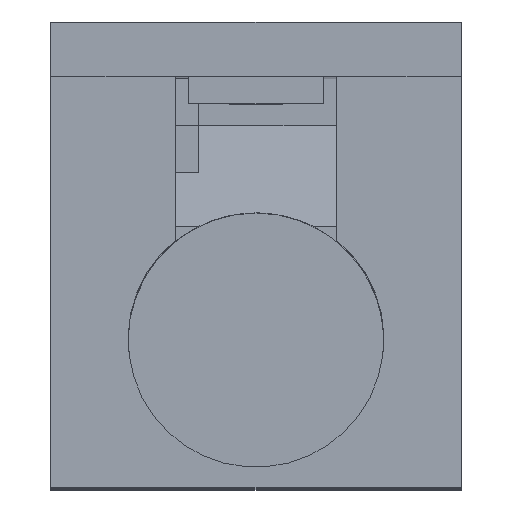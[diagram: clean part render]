
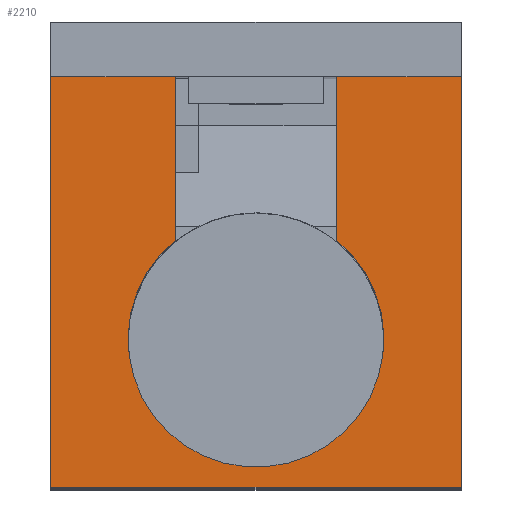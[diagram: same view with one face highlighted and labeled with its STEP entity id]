
A CAD part, top view. The second image highlights one B-rep face of the part: STEP entity #2210.
In plain terms, the highlighted planar face has unit normal (0, 0, 1).
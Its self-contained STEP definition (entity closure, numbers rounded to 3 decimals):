
#22 = VERTEX_POINT('',#23);
#23 = CARTESIAN_POINT('',(-15.24,0.,125.));
#44 = PLANE('',#45);
#45 = AXIS2_PLACEMENT_3D('',#46,#47,#48);
#46 = CARTESIAN_POINT('',(-15.24,0.,125.));
#47 = DIRECTION('',(-1.,0.,0.));
#48 = DIRECTION('',(0.,-1.,0.));
#72 = PLANE('',#73);
#73 = AXIS2_PLACEMENT_3D('',#74,#75,#76);
#74 = CARTESIAN_POINT('',(15.24,0.,125.));
#75 = DIRECTION('',(0.,0.,1.));
#76 = DIRECTION('',(-1.,0.,0.));
#306 = VERTEX_POINT('',#307);
#307 = CARTESIAN_POINT('',(-15.24,-30.48,125.));
#321 = PLANE('',#322);
#322 = AXIS2_PLACEMENT_3D('',#323,#324,#325);
#323 = CARTESIAN_POINT('',(-15.24,-30.48,125.));
#324 = DIRECTION('',(0.,-1.,0.));
#325 = DIRECTION('',(1.,0.,0.));
#333 = EDGE_CURVE('',#22,#306,#334,.T.);
#334 = SURFACE_CURVE('',#335,(#339,#346),.PCURVE_S1.);
#335 = LINE('',#336,#337);
#336 = CARTESIAN_POINT('',(-15.24,0.,125.));
#337 = VECTOR('',#338,1.);
#338 = DIRECTION('',(-0.,-1.,0.));
#339 = PCURVE('',#44,#340);
#340 = DEFINITIONAL_REPRESENTATION('',(#341),#345);
#341 = LINE('',#342,#343);
#342 = CARTESIAN_POINT('',(0.,0.));
#343 = VECTOR('',#344,1.);
#344 = DIRECTION('',(1.,0.));
#345 = ( GEOMETRIC_REPRESENTATION_CONTEXT(2) 
PARAMETRIC_REPRESENTATION_CONTEXT() REPRESENTATION_CONTEXT('2D SPACE',''
  ) );
#346 = PCURVE('',#347,#352);
#347 = PLANE('',#348);
#348 = AXIS2_PLACEMENT_3D('',#349,#350,#351);
#349 = CARTESIAN_POINT('',(0.,-16.466,125.));
#350 = DIRECTION('',(0.,0.,1.));
#351 = DIRECTION('',(1.,0.,0.));
#352 = DEFINITIONAL_REPRESENTATION('',(#353),#357);
#353 = LINE('',#354,#355);
#354 = CARTESIAN_POINT('',(-15.24,16.466));
#355 = VECTOR('',#356,1.);
#356 = DIRECTION('',(0.,-1.));
#357 = ( GEOMETRIC_REPRESENTATION_CONTEXT(2) 
PARAMETRIC_REPRESENTATION_CONTEXT() REPRESENTATION_CONTEXT('2D SPACE',''
  ) );
#545 = VERTEX_POINT('',#546);
#546 = CARTESIAN_POINT('',(-6.,0.,125.));
#560 = PLANE('',#561);
#561 = AXIS2_PLACEMENT_3D('',#562,#563,#564);
#562 = CARTESIAN_POINT('',(-6.,-12.135,125.));
#563 = DIRECTION('',(1.,0.,0.));
#564 = DIRECTION('',(0.,1.,0.));
#573 = VERTEX_POINT('',#574);
#574 = CARTESIAN_POINT('',(6.,0.,125.));
#611 = PLANE('',#612);
#612 = AXIS2_PLACEMENT_3D('',#613,#614,#615);
#613 = CARTESIAN_POINT('',(6.,0.,125.));
#614 = DIRECTION('',(-1.,0.,0.));
#615 = DIRECTION('',(0.,-1.,0.));
#1708 = VERTEX_POINT('',#1709);
#1709 = CARTESIAN_POINT('',(15.24,0.,125.));
#1754 = EDGE_CURVE('',#545,#22,#1755,.T.);
#1755 = SURFACE_CURVE('',#1756,(#1760,#1767),.PCURVE_S1.);
#1756 = LINE('',#1757,#1758);
#1757 = CARTESIAN_POINT('',(15.24,0.,125.));
#1758 = VECTOR('',#1759,1.);
#1759 = DIRECTION('',(-1.,0.,0.));
#1760 = PCURVE('',#72,#1761);
#1761 = DEFINITIONAL_REPRESENTATION('',(#1762),#1766);
#1762 = LINE('',#1763,#1764);
#1763 = CARTESIAN_POINT('',(0.,0.));
#1764 = VECTOR('',#1765,1.);
#1765 = DIRECTION('',(1.,0.));
#1766 = ( GEOMETRIC_REPRESENTATION_CONTEXT(2) 
PARAMETRIC_REPRESENTATION_CONTEXT() REPRESENTATION_CONTEXT('2D SPACE',''
  ) );
#1767 = PCURVE('',#347,#1768);
#1768 = DEFINITIONAL_REPRESENTATION('',(#1769),#1773);
#1769 = LINE('',#1770,#1771);
#1770 = CARTESIAN_POINT('',(15.24,16.466));
#1771 = VECTOR('',#1772,1.);
#1772 = DIRECTION('',(-1.,0.));
#1773 = ( GEOMETRIC_REPRESENTATION_CONTEXT(2) 
PARAMETRIC_REPRESENTATION_CONTEXT() REPRESENTATION_CONTEXT('2D SPACE',''
  ) );
#1776 = EDGE_CURVE('',#1708,#573,#1777,.T.);
#1777 = SURFACE_CURVE('',#1778,(#1782,#1789),.PCURVE_S1.);
#1778 = LINE('',#1779,#1780);
#1779 = CARTESIAN_POINT('',(15.24,0.,125.));
#1780 = VECTOR('',#1781,1.);
#1781 = DIRECTION('',(-1.,0.,0.));
#1782 = PCURVE('',#72,#1783);
#1783 = DEFINITIONAL_REPRESENTATION('',(#1784),#1788);
#1784 = LINE('',#1785,#1786);
#1785 = CARTESIAN_POINT('',(0.,0.));
#1786 = VECTOR('',#1787,1.);
#1787 = DIRECTION('',(1.,0.));
#1788 = ( GEOMETRIC_REPRESENTATION_CONTEXT(2) 
PARAMETRIC_REPRESENTATION_CONTEXT() REPRESENTATION_CONTEXT('2D SPACE',''
  ) );
#1789 = PCURVE('',#347,#1790);
#1790 = DEFINITIONAL_REPRESENTATION('',(#1791),#1795);
#1791 = LINE('',#1792,#1793);
#1792 = CARTESIAN_POINT('',(15.24,16.466));
#1793 = VECTOR('',#1794,1.);
#1794 = DIRECTION('',(-1.,0.));
#1795 = ( GEOMETRIC_REPRESENTATION_CONTEXT(2) 
PARAMETRIC_REPRESENTATION_CONTEXT() REPRESENTATION_CONTEXT('2D SPACE',''
  ) );
#2163 = VERTEX_POINT('',#2164);
#2164 = CARTESIAN_POINT('',(15.24,-30.48,125.));
#2178 = PLANE('',#2179);
#2179 = AXIS2_PLACEMENT_3D('',#2180,#2181,#2182);
#2180 = CARTESIAN_POINT('',(15.24,-30.48,125.));
#2181 = DIRECTION('',(1.,0.,0.));
#2182 = DIRECTION('',(0.,1.,0.));
#2190 = EDGE_CURVE('',#306,#2163,#2191,.T.);
#2191 = SURFACE_CURVE('',#2192,(#2196,#2203),.PCURVE_S1.);
#2192 = LINE('',#2193,#2194);
#2193 = CARTESIAN_POINT('',(-15.24,-30.48,125.));
#2194 = VECTOR('',#2195,1.);
#2195 = DIRECTION('',(1.,0.,0.));
#2196 = PCURVE('',#321,#2197);
#2197 = DEFINITIONAL_REPRESENTATION('',(#2198),#2202);
#2198 = LINE('',#2199,#2200);
#2199 = CARTESIAN_POINT('',(0.,0.));
#2200 = VECTOR('',#2201,1.);
#2201 = DIRECTION('',(1.,0.));
#2202 = ( GEOMETRIC_REPRESENTATION_CONTEXT(2) 
PARAMETRIC_REPRESENTATION_CONTEXT() REPRESENTATION_CONTEXT('2D SPACE',''
  ) );
#2203 = PCURVE('',#347,#2204);
#2204 = DEFINITIONAL_REPRESENTATION('',(#2205),#2209);
#2205 = LINE('',#2206,#2207);
#2206 = CARTESIAN_POINT('',(-15.24,-14.014));
#2207 = VECTOR('',#2208,1.);
#2208 = DIRECTION('',(1.,0.));
#2209 = ( GEOMETRIC_REPRESENTATION_CONTEXT(2) 
PARAMETRIC_REPRESENTATION_CONTEXT() REPRESENTATION_CONTEXT('2D SPACE',''
  ) );
#2210 = ADVANCED_FACE('',(#2211),#347,.T.);
#2211 = FACE_BOUND('',#2212,.T.);
#2212 = EDGE_LOOP('',(#2213,#2236,#2237,#2238,#2239,#2260,#2261,#2284));
#2213 = ORIENTED_EDGE('',*,*,#2214,.T.);
#2214 = EDGE_CURVE('',#2215,#545,#2217,.T.);
#2215 = VERTEX_POINT('',#2216);
#2216 = CARTESIAN_POINT('',(-6.,-12.135,125.));
#2217 = SURFACE_CURVE('',#2218,(#2222,#2229),.PCURVE_S1.);
#2218 = LINE('',#2219,#2220);
#2219 = CARTESIAN_POINT('',(-6.,-12.135,125.));
#2220 = VECTOR('',#2221,1.);
#2221 = DIRECTION('',(0.,1.,0.));
#2222 = PCURVE('',#347,#2223);
#2223 = DEFINITIONAL_REPRESENTATION('',(#2224),#2228);
#2224 = LINE('',#2225,#2226);
#2225 = CARTESIAN_POINT('',(-6.,4.331));
#2226 = VECTOR('',#2227,1.);
#2227 = DIRECTION('',(0.,1.));
#2228 = ( GEOMETRIC_REPRESENTATION_CONTEXT(2) 
PARAMETRIC_REPRESENTATION_CONTEXT() REPRESENTATION_CONTEXT('2D SPACE',''
  ) );
#2229 = PCURVE('',#560,#2230);
#2230 = DEFINITIONAL_REPRESENTATION('',(#2231),#2235);
#2231 = LINE('',#2232,#2233);
#2232 = CARTESIAN_POINT('',(0.,0.));
#2233 = VECTOR('',#2234,1.);
#2234 = DIRECTION('',(1.,0.));
#2235 = ( GEOMETRIC_REPRESENTATION_CONTEXT(2) 
PARAMETRIC_REPRESENTATION_CONTEXT() REPRESENTATION_CONTEXT('2D SPACE',''
  ) );
#2236 = ORIENTED_EDGE('',*,*,#1754,.T.);
#2237 = ORIENTED_EDGE('',*,*,#333,.T.);
#2238 = ORIENTED_EDGE('',*,*,#2190,.T.);
#2239 = ORIENTED_EDGE('',*,*,#2240,.T.);
#2240 = EDGE_CURVE('',#2163,#1708,#2241,.T.);
#2241 = SURFACE_CURVE('',#2242,(#2246,#2253),.PCURVE_S1.);
#2242 = LINE('',#2243,#2244);
#2243 = CARTESIAN_POINT('',(15.24,-30.48,125.));
#2244 = VECTOR('',#2245,1.);
#2245 = DIRECTION('',(0.,1.,0.));
#2246 = PCURVE('',#347,#2247);
#2247 = DEFINITIONAL_REPRESENTATION('',(#2248),#2252);
#2248 = LINE('',#2249,#2250);
#2249 = CARTESIAN_POINT('',(15.24,-14.014));
#2250 = VECTOR('',#2251,1.);
#2251 = DIRECTION('',(0.,1.));
#2252 = ( GEOMETRIC_REPRESENTATION_CONTEXT(2) 
PARAMETRIC_REPRESENTATION_CONTEXT() REPRESENTATION_CONTEXT('2D SPACE',''
  ) );
#2253 = PCURVE('',#2178,#2254);
#2254 = DEFINITIONAL_REPRESENTATION('',(#2255),#2259);
#2255 = LINE('',#2256,#2257);
#2256 = CARTESIAN_POINT('',(0.,0.));
#2257 = VECTOR('',#2258,1.);
#2258 = DIRECTION('',(1.,0.));
#2259 = ( GEOMETRIC_REPRESENTATION_CONTEXT(2) 
PARAMETRIC_REPRESENTATION_CONTEXT() REPRESENTATION_CONTEXT('2D SPACE',''
  ) );
#2260 = ORIENTED_EDGE('',*,*,#1776,.T.);
#2261 = ORIENTED_EDGE('',*,*,#2262,.T.);
#2262 = EDGE_CURVE('',#573,#2263,#2265,.T.);
#2263 = VERTEX_POINT('',#2264);
#2264 = CARTESIAN_POINT('',(6.,-12.135,125.));
#2265 = SURFACE_CURVE('',#2266,(#2270,#2277),.PCURVE_S1.);
#2266 = LINE('',#2267,#2268);
#2267 = CARTESIAN_POINT('',(6.,0.,125.));
#2268 = VECTOR('',#2269,1.);
#2269 = DIRECTION('',(-0.,-1.,0.));
#2270 = PCURVE('',#347,#2271);
#2271 = DEFINITIONAL_REPRESENTATION('',(#2272),#2276);
#2272 = LINE('',#2273,#2274);
#2273 = CARTESIAN_POINT('',(6.,16.466));
#2274 = VECTOR('',#2275,1.);
#2275 = DIRECTION('',(0.,-1.));
#2276 = ( GEOMETRIC_REPRESENTATION_CONTEXT(2) 
PARAMETRIC_REPRESENTATION_CONTEXT() REPRESENTATION_CONTEXT('2D SPACE',''
  ) );
#2277 = PCURVE('',#611,#2278);
#2278 = DEFINITIONAL_REPRESENTATION('',(#2279),#2283);
#2279 = LINE('',#2280,#2281);
#2280 = CARTESIAN_POINT('',(0.,0.));
#2281 = VECTOR('',#2282,1.);
#2282 = DIRECTION('',(1.,0.));
#2283 = ( GEOMETRIC_REPRESENTATION_CONTEXT(2) 
PARAMETRIC_REPRESENTATION_CONTEXT() REPRESENTATION_CONTEXT('2D SPACE',''
  ) );
#2284 = ORIENTED_EDGE('',*,*,#2285,.F.);
#2285 = EDGE_CURVE('',#2215,#2263,#2286,.T.);
#2286 = SURFACE_CURVE('',#2287,(#2292,#2299),.PCURVE_S1.);
#2287 = CIRCLE('',#2288,9.5);
#2288 = AXIS2_PLACEMENT_3D('',#2289,#2290,#2291);
#2289 = CARTESIAN_POINT('',(0.,-19.5,125.));
#2290 = DIRECTION('',(0.,0.,1.));
#2291 = DIRECTION('',(-1.,0.,0.));
#2292 = PCURVE('',#347,#2293);
#2293 = DEFINITIONAL_REPRESENTATION('',(#2294),#2298);
#2294 = CIRCLE('',#2295,9.5);
#2295 = AXIS2_PLACEMENT_2D('',#2296,#2297);
#2296 = CARTESIAN_POINT('',(0.,-3.034));
#2297 = DIRECTION('',(-1.,0.));
#2298 = ( GEOMETRIC_REPRESENTATION_CONTEXT(2) 
PARAMETRIC_REPRESENTATION_CONTEXT() REPRESENTATION_CONTEXT('2D SPACE',''
  ) );
#2299 = PCURVE('',#2300,#2305);
#2300 = CYLINDRICAL_SURFACE('',#2301,9.5);
#2301 = AXIS2_PLACEMENT_3D('',#2302,#2303,#2304);
#2302 = CARTESIAN_POINT('',(0.,-19.5,125.));
#2303 = DIRECTION('',(0.,0.,1.));
#2304 = DIRECTION('',(-1.,0.,0.));
#2305 = DEFINITIONAL_REPRESENTATION('',(#2306),#2310);
#2306 = LINE('',#2307,#2308);
#2307 = CARTESIAN_POINT('',(0.,0.));
#2308 = VECTOR('',#2309,1.);
#2309 = DIRECTION('',(1.,0.));
#2310 = ( GEOMETRIC_REPRESENTATION_CONTEXT(2) 
PARAMETRIC_REPRESENTATION_CONTEXT() REPRESENTATION_CONTEXT('2D SPACE',''
  ) );
